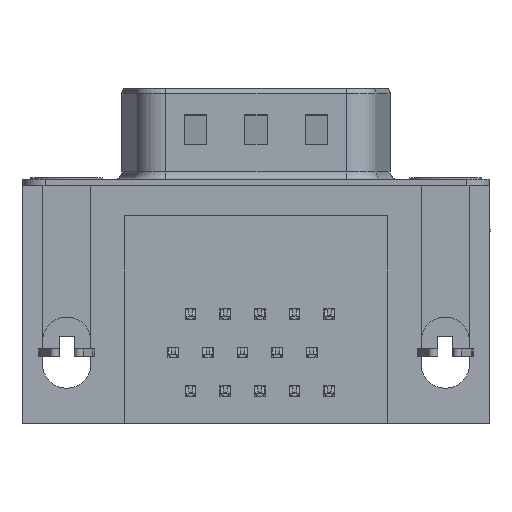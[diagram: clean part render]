
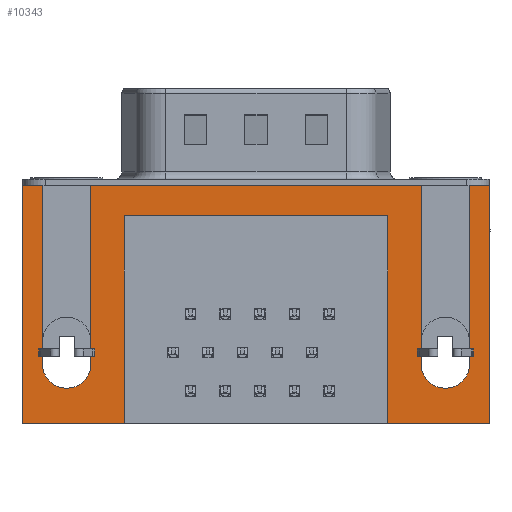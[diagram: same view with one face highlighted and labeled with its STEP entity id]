
A CAD part, front view. The second image highlights one B-rep face of the part: STEP entity #10343.
In plain terms, the highlighted planar face has unit normal (0, -1, 0).
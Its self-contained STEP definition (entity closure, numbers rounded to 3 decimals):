
#40 = VECTOR ( 'NONE', #1479, 1000. ) ;
#145 = VECTOR ( 'NONE', #1954, 1000. ) ;
#146 = DIRECTION ( 'NONE',  ( 0., 0., 1. ) ) ;
#366 = CARTESIAN_POINT ( 'NONE',  ( 0., -6.275, -11.78 ) ) ;
#436 = AXIS2_PLACEMENT_3D ( 'NONE', #870, #10799, #2320 ) ;
#460 = CARTESIAN_POINT ( 'NONE',  ( 27.9, -6.275, -15.7 ) ) ;
#706 = VERTEX_POINT ( 'NONE', #18250 ) ;
#763 = ORIENTED_EDGE ( 'NONE', *, *, #10178, .F. ) ;
#870 = CARTESIAN_POINT ( 'NONE',  ( 24.99, -6.275, -11.78 ) ) ;
#1126 = CARTESIAN_POINT ( 'NONE',  ( 1.6, -6.275, -11.78 ) ) ;
#1228 = ORIENTED_EDGE ( 'NONE', *, *, #6902, .F. ) ;
#1479 = DIRECTION ( 'NONE',  ( 0., 0., -1. ) ) ;
#1563 = CARTESIAN_POINT ( 'NONE',  ( 26.59, -6.275, 0. ) ) ;
#1707 = AXIS2_PLACEMENT_3D ( 'NONE', #7018, #16884, #8465 ) ;
#1794 = DIRECTION ( 'NONE',  ( 0., 0., -1. ) ) ;
#1954 = DIRECTION ( 'NONE',  ( 0., 0., 1. ) ) ;
#2147 = VERTEX_POINT ( 'NONE', #5918 ) ;
#2320 = DIRECTION ( 'NONE',  ( 0., 0., 1. ) ) ;
#2420 = VECTOR ( 'NONE', #6964, 1000. ) ;
#2455 = DIRECTION ( 'NONE',  ( 0., 0., 1. ) ) ;
#2557 = PLANE ( 'NONE',  #9926 ) ;
#2599 = FACE_OUTER_BOUND ( 'NONE', #8288, .T. ) ;
#2653 = CARTESIAN_POINT ( 'NONE',  ( 24.99, -6.275, -11.78 ) ) ;
#2684 = VERTEX_POINT ( 'NONE', #460 ) ;
#2695 = VECTOR ( 'NONE', #9613, 1000. ) ;
#2725 = VECTOR ( 'NONE', #6660, 1000. ) ;
#3058 = EDGE_CURVE ( 'NONE', #12921, #17073, #3437, .T. ) ;
#3169 = VERTEX_POINT ( 'NONE', #7352 ) ;
#3215 = ORIENTED_EDGE ( 'NONE', *, *, #7023, .F. ) ;
#3294 = ORIENTED_EDGE ( 'NONE', *, *, #9997, .F. ) ;
#3362 = ORIENTED_EDGE ( 'NONE', *, *, #18001, .F. ) ;
#3377 = ORIENTED_EDGE ( 'NONE', *, *, #14967, .F. ) ;
#3387 = VECTOR ( 'NONE', #9397, 1000. ) ;
#3437 = LINE ( 'NONE', #8985, #14284 ) ;
#3463 = LINE ( 'NONE', #10448, #145 ) ;
#3615 = ORIENTED_EDGE ( 'NONE', *, *, #14134, .F. ) ;
#4078 = DIRECTION ( 'NONE',  ( 0., 0., 1. ) ) ;
#4181 = LINE ( 'NONE', #5161, #7502 ) ;
#4229 = VECTOR ( 'NONE', #2455, 1000. ) ;
#4246 = LINE ( 'NONE', #8558, #40 ) ;
#4458 = EDGE_CURVE ( 'NONE', #11483, #6412, #10923, .T. ) ;
#4685 = LINE ( 'NONE', #1563, #15510 ) ;
#5124 = CARTESIAN_POINT ( 'NONE',  ( 23.39, -6.275, -11.78 ) ) ;
#5158 = CIRCLE ( 'NONE', #13440, 1.6 ) ;
#5161 = CARTESIAN_POINT ( 'NONE',  ( 1.6, -6.275, 0. ) ) ;
#5365 = CARTESIAN_POINT ( 'NONE',  ( 23.39, -6.275, 0. ) ) ;
#5645 = DIRECTION ( 'NONE',  ( 0., 0., -1. ) ) ;
#5751 = ORIENTED_EDGE ( 'NONE', *, *, #16283, .F. ) ;
#5918 = CARTESIAN_POINT ( 'NONE',  ( 24.99, -6.275, -13.38 ) ) ;
#6138 = CARTESIAN_POINT ( 'NONE',  ( 27.9, -6.275, -15.7 ) ) ;
#6143 = VERTEX_POINT ( 'NONE', #1126 ) ;
#6412 = VERTEX_POINT ( 'NONE', #14307 ) ;
#6660 = DIRECTION ( 'NONE',  ( 1., 0., 0. ) ) ;
#6765 = EDGE_CURVE ( 'NONE', #13387, #16518, #10679, .T. ) ;
#6829 = VECTOR ( 'NONE', #7596, 1000. ) ;
#6902 = EDGE_CURVE ( 'NONE', #8671, #706, #4246, .T. ) ;
#6964 = DIRECTION ( 'NONE',  ( -1., 0., 0. ) ) ;
#7018 = CARTESIAN_POINT ( 'NONE',  ( 0., -6.275, -11.78 ) ) ;
#7023 = EDGE_CURVE ( 'NONE', #706, #12190, #9572, .T. ) ;
#7031 = CARTESIAN_POINT ( 'NONE',  ( 3.79, -6.275, -15.7 ) ) ;
#7352 = CARTESIAN_POINT ( 'NONE',  ( 21.2, -6.275, -15.7 ) ) ;
#7372 = EDGE_CURVE ( 'NONE', #2684, #6412, #7997, .T. ) ;
#7397 = ORIENTED_EDGE ( 'NONE', *, *, #7372, .T. ) ;
#7502 = VECTOR ( 'NONE', #12231, 1000. ) ;
#7596 = DIRECTION ( 'NONE',  ( -1., 0., 0. ) ) ;
#7855 = CARTESIAN_POINT ( 'NONE',  ( 26.59, -6.275, -11.78 ) ) ;
#7966 = DIRECTION ( 'NONE',  ( 0., 0., -1. ) ) ;
#7980 = EDGE_CURVE ( 'NONE', #12190, #6143, #17005, .T. ) ;
#7997 = LINE ( 'NONE', #15138, #4229 ) ;
#8105 = CARTESIAN_POINT ( 'NONE',  ( -2.91, -6.275, 0. ) ) ;
#8265 = CARTESIAN_POINT ( 'NONE',  ( -2.91, -6.275, -2.5 ) ) ;
#8288 = EDGE_LOOP ( 'NONE', ( #5751, #8934, #763, #12963, #3615, #13981, #16299, #3215, #1228, #9523, #3294, #15896, #3377, #18122, #3362, #10187, #7397, #12718 ) ) ;
#8465 = DIRECTION ( 'NONE',  ( 0., 0., -1. ) ) ;
#8558 = CARTESIAN_POINT ( 'NONE',  ( -1.6, -6.275, 0. ) ) ;
#8671 = VERTEX_POINT ( 'NONE', #15587 ) ;
#8934 = ORIENTED_EDGE ( 'NONE', *, *, #14199, .F. ) ;
#8985 = CARTESIAN_POINT ( 'NONE',  ( 23.39, -6.275, 0. ) ) ;
#9397 = DIRECTION ( 'NONE',  ( 1., 0., 0. ) ) ;
#9502 = CARTESIAN_POINT ( 'NONE',  ( 3.79, -6.275, -2. ) ) ;
#9523 = ORIENTED_EDGE ( 'NONE', *, *, #11759, .F. ) ;
#9572 = CIRCLE ( 'NONE', #17294, 1.6 ) ;
#9613 = DIRECTION ( 'NONE',  ( -1., 0., 0. ) ) ;
#9684 = DIRECTION ( 'NONE',  ( 0., 0., -1. ) ) ;
#9768 = CARTESIAN_POINT ( 'NONE',  ( 27.9, -6.275, -15.7 ) ) ;
#9926 = AXIS2_PLACEMENT_3D ( 'NONE', #8265, #18102, #9684 ) ;
#9937 = DIRECTION ( 'NONE',  ( 0., 0., 1. ) ) ;
#9997 = EDGE_CURVE ( 'NONE', #12159, #15135, #3463, .T. ) ;
#10178 = EDGE_CURVE ( 'NONE', #17073, #2147, #15405, .T. ) ;
#10187 = ORIENTED_EDGE ( 'NONE', *, *, #17538, .F. ) ;
#10282 = DIRECTION ( 'NONE',  ( 0., -1., 0. ) ) ;
#10339 = CARTESIAN_POINT ( 'NONE',  ( -2.91, -6.275, 0. ) ) ;
#10343 = ADVANCED_FACE ( 'NONE', ( #2599 ), #2557, .T. ) ;
#10448 = CARTESIAN_POINT ( 'NONE',  ( -2.91, -6.275, -2.5 ) ) ;
#10563 = CARTESIAN_POINT ( 'NONE',  ( 21.2, -6.275, -2. ) ) ;
#10605 = VECTOR ( 'NONE', #9937, 1000. ) ;
#10679 = LINE ( 'NONE', #12390, #2695 ) ;
#10799 = DIRECTION ( 'NONE',  ( 0., -1., 0. ) ) ;
#10923 = LINE ( 'NONE', #10339, #3387 ) ;
#11483 = VERTEX_POINT ( 'NONE', #12112 ) ;
#11759 = EDGE_CURVE ( 'NONE', #15135, #8671, #14273, .T. ) ;
#12112 = CARTESIAN_POINT ( 'NONE',  ( 26.59, -6.275, 0. ) ) ;
#12159 = VERTEX_POINT ( 'NONE', #13473 ) ;
#12190 = VERTEX_POINT ( 'NONE', #16383 ) ;
#12231 = DIRECTION ( 'NONE',  ( 0., 0., 1. ) ) ;
#12390 = CARTESIAN_POINT ( 'NONE',  ( 3.79, -6.275, -2. ) ) ;
#12573 = DIRECTION ( 'NONE',  ( 0., -1., 0. ) ) ;
#12718 = ORIENTED_EDGE ( 'NONE', *, *, #4458, .F. ) ;
#12736 = CARTESIAN_POINT ( 'NONE',  ( 3.79, -6.275, -2. ) ) ;
#12918 = LINE ( 'NONE', #12736, #16184 ) ;
#12921 = VERTEX_POINT ( 'NONE', #5365 ) ;
#12963 = ORIENTED_EDGE ( 'NONE', *, *, #3058, .F. ) ;
#13018 = VERTEX_POINT ( 'NONE', #7031 ) ;
#13150 = CARTESIAN_POINT ( 'NONE',  ( 1.6, -6.275, 0. ) ) ;
#13387 = VERTEX_POINT ( 'NONE', #10563 ) ;
#13440 = AXIS2_PLACEMENT_3D ( 'NONE', #2653, #12573, #4078 ) ;
#13473 = CARTESIAN_POINT ( 'NONE',  ( -2.91, -6.275, -15.7 ) ) ;
#13981 = ORIENTED_EDGE ( 'NONE', *, *, #17745, .F. ) ;
#14090 = CARTESIAN_POINT ( 'NONE',  ( -2.91, -6.275, 0. ) ) ;
#14134 = EDGE_CURVE ( 'NONE', #16853, #12921, #18179, .T. ) ;
#14199 = EDGE_CURVE ( 'NONE', #2147, #17013, #5158, .T. ) ;
#14273 = LINE ( 'NONE', #14090, #17545 ) ;
#14284 = VECTOR ( 'NONE', #7966, 1000. ) ;
#14307 = CARTESIAN_POINT ( 'NONE',  ( 27.9, -6.275, 0. ) ) ;
#14365 = LINE ( 'NONE', #6138, #6829 ) ;
#14967 = EDGE_CURVE ( 'NONE', #16518, #13018, #12918, .T. ) ;
#15135 = VERTEX_POINT ( 'NONE', #15968 ) ;
#15138 = CARTESIAN_POINT ( 'NONE',  ( 27.9, -6.275, -2.5 ) ) ;
#15405 = CIRCLE ( 'NONE', #436, 1.6 ) ;
#15510 = VECTOR ( 'NONE', #146, 1000. ) ;
#15587 = CARTESIAN_POINT ( 'NONE',  ( -1.6, -6.275, 0. ) ) ;
#15603 = CARTESIAN_POINT ( 'NONE',  ( 21.2, -6.275, -2. ) ) ;
#15896 = ORIENTED_EDGE ( 'NONE', *, *, #17289, .F. ) ;
#15968 = CARTESIAN_POINT ( 'NONE',  ( -2.91, -6.275, 0. ) ) ;
#16184 = VECTOR ( 'NONE', #5645, 1000. ) ;
#16283 = EDGE_CURVE ( 'NONE', #17013, #11483, #4685, .T. ) ;
#16299 = ORIENTED_EDGE ( 'NONE', *, *, #7980, .F. ) ;
#16383 = CARTESIAN_POINT ( 'NONE',  ( 0., -6.275, -13.38 ) ) ;
#16518 = VERTEX_POINT ( 'NONE', #9502 ) ;
#16853 = VERTEX_POINT ( 'NONE', #13150 ) ;
#16884 = DIRECTION ( 'NONE',  ( 0., -1., 0. ) ) ;
#17005 = CIRCLE ( 'NONE', #1707, 1.6 ) ;
#17013 = VERTEX_POINT ( 'NONE', #7855 ) ;
#17073 = VERTEX_POINT ( 'NONE', #5124 ) ;
#17122 = DIRECTION ( 'NONE',  ( 1., 0., 0. ) ) ;
#17289 = EDGE_CURVE ( 'NONE', #13018, #12159, #17432, .T. ) ;
#17294 = AXIS2_PLACEMENT_3D ( 'NONE', #366, #10282, #1794 ) ;
#17432 = LINE ( 'NONE', #9768, #2420 ) ;
#17538 = EDGE_CURVE ( 'NONE', #2684, #3169, #14365, .T. ) ;
#17545 = VECTOR ( 'NONE', #17122, 1000. ) ;
#17745 = EDGE_CURVE ( 'NONE', #6143, #16853, #4181, .T. ) ;
#18001 = EDGE_CURVE ( 'NONE', #3169, #13387, #18075, .T. ) ;
#18075 = LINE ( 'NONE', #15603, #10605 ) ;
#18102 = DIRECTION ( 'NONE',  ( 0., -1., 0. ) ) ;
#18122 = ORIENTED_EDGE ( 'NONE', *, *, #6765, .F. ) ;
#18179 = LINE ( 'NONE', #8105, #2725 ) ;
#18250 = CARTESIAN_POINT ( 'NONE',  ( -1.6, -6.275, -11.78 ) ) ;
